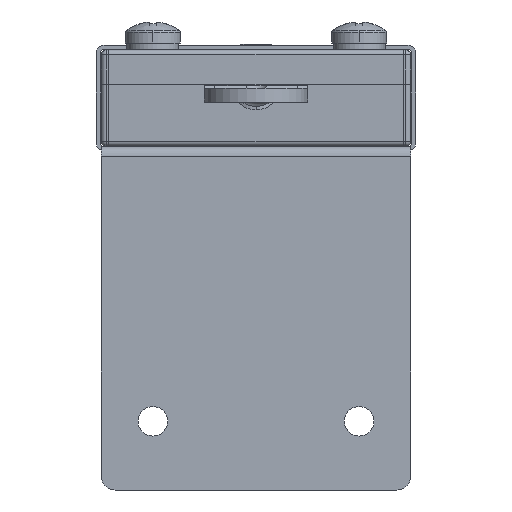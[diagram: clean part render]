
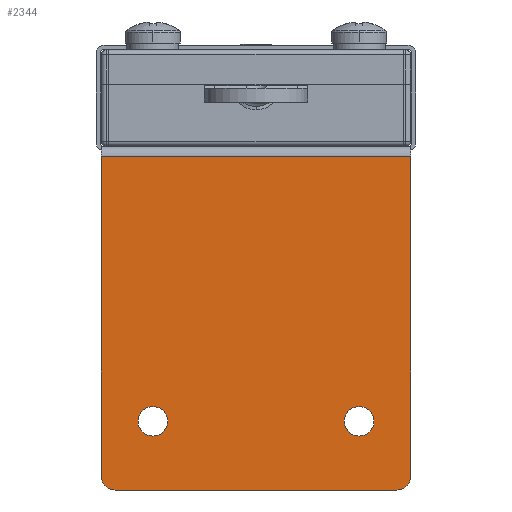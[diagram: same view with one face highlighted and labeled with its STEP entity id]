
A CAD part, left-side view. The second image highlights one B-rep face of the part: STEP entity #2344.
In plain terms, the highlighted planar face has unit normal (-1, 0, 0).
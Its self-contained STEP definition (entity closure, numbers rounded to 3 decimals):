
#490 = ORIENTED_EDGE ( 'NONE', *, *, #8910, .F. ) ;
#560 = DIRECTION ( 'NONE',  ( 0., 1., 0. ) ) ;
#658 = VERTEX_POINT ( 'NONE', #1100 ) ;
#736 = PLANE ( 'NONE',  #8082 ) ;
#855 = DIRECTION ( 'NONE',  ( 1., 0., 0. ) ) ;
#887 = DIRECTION ( 'NONE',  ( 0., -1., 0. ) ) ;
#1014 = CARTESIAN_POINT ( 'NONE',  ( 0., 0., 22.5 ) ) ;
#1039 = CARTESIAN_POINT ( 'NONE',  ( 0., -1.5, 22.5 ) ) ;
#1090 = CARTESIAN_POINT ( 'NONE',  ( 0., -1.5, -22.5 ) ) ;
#1100 = CARTESIAN_POINT ( 'NONE',  ( 0., -50., 20.5 ) ) ;
#1113 = DIRECTION ( 'NONE',  ( 0., 1., 0. ) ) ;
#1259 = CIRCLE ( 'NONE', #16488, 2.15 ) ;
#1334 = EDGE_CURVE ( 'NONE', #9217, #2837, #1259, .T. ) ;
#1502 = CARTESIAN_POINT ( 'NONE',  ( 0., -50., -20.5 ) ) ;
#1536 = CARTESIAN_POINT ( 'NONE',  ( 0., -42.15, 15. ) ) ;
#1549 = EDGE_CURVE ( 'NONE', #658, #5455, #14635, .T. ) ;
#2235 = AXIS2_PLACEMENT_3D ( 'NONE', #11980, #4299, #13238 ) ;
#2344 = ADVANCED_FACE ( 'NONE', ( #6813, #9413, #16202 ), #736, .F. ) ;
#2409 = CARTESIAN_POINT ( 'NONE',  ( 0., 0., 22.5 ) ) ;
#2530 = LINE ( 'NONE', #13695, #15710 ) ;
#2837 = VERTEX_POINT ( 'NONE', #7980 ) ;
#3037 = EDGE_LOOP ( 'NONE', ( #8650, #11694 ) ) ;
#3184 = LINE ( 'NONE', #5413, #5376 ) ;
#3303 = ORIENTED_EDGE ( 'NONE', *, *, #1334, .F. ) ;
#3353 = CIRCLE ( 'NONE', #11922, 2.15 ) ;
#3566 = CARTESIAN_POINT ( 'NONE',  ( 0., -48., -22.5 ) ) ;
#3662 = ORIENTED_EDGE ( 'NONE', *, *, #5722, .F. ) ;
#3939 = CARTESIAN_POINT ( 'NONE',  ( 0., -40., -15. ) ) ;
#4016 = CIRCLE ( 'NONE', #2235, 2.15 ) ;
#4299 = DIRECTION ( 'NONE',  ( -1., 0., 0. ) ) ;
#4535 = VECTOR ( 'NONE', #10008, 1000. ) ;
#4829 = DIRECTION ( 'NONE',  ( 0., 0., -1. ) ) ;
#4932 = LINE ( 'NONE', #2409, #4535 ) ;
#5223 = DIRECTION ( 'NONE',  ( 0., -1., 0. ) ) ;
#5294 = CARTESIAN_POINT ( 'NONE',  ( 0., -48., 22.5 ) ) ;
#5376 = VECTOR ( 'NONE', #15580, 1000. ) ;
#5413 = CARTESIAN_POINT ( 'NONE',  ( 0., -50., 22.5 ) ) ;
#5447 = VERTEX_POINT ( 'NONE', #1502 ) ;
#5455 = VERTEX_POINT ( 'NONE', #5294 ) ;
#5722 = EDGE_CURVE ( 'NONE', #11496, #5455, #4932, .T. ) ;
#6014 = EDGE_CURVE ( 'NONE', #15014, #9015, #4016, .T. ) ;
#6813 = FACE_BOUND ( 'NONE', #3037, .T. ) ;
#7307 = CARTESIAN_POINT ( 'NONE',  ( 0., -37.85, 15. ) ) ;
#7324 = ORIENTED_EDGE ( 'NONE', *, *, #14361, .T. ) ;
#7679 = CIRCLE ( 'NONE', #15313, 2. ) ;
#7836 = CIRCLE ( 'NONE', #16278, 2.15 ) ;
#7980 = CARTESIAN_POINT ( 'NONE',  ( 0., -42.15, -15. ) ) ;
#8082 = AXIS2_PLACEMENT_3D ( 'NONE', #1014, #855, #16031 ) ;
#8266 = VERTEX_POINT ( 'NONE', #1090 ) ;
#8526 = DIRECTION ( 'NONE',  ( -1., 0., 0. ) ) ;
#8604 = DIRECTION ( 'NONE',  ( 0., -1., 0. ) ) ;
#8650 = ORIENTED_EDGE ( 'NONE', *, *, #10430, .F. ) ;
#8750 = DIRECTION ( 'NONE',  ( -1., 0., 0. ) ) ;
#8910 = EDGE_CURVE ( 'NONE', #2837, #9217, #7836, .T. ) ;
#9015 = VERTEX_POINT ( 'NONE', #1536 ) ;
#9217 = VERTEX_POINT ( 'NONE', #10930 ) ;
#9413 = FACE_BOUND ( 'NONE', #12094, .T. ) ;
#9510 = ORIENTED_EDGE ( 'NONE', *, *, #15966, .T. ) ;
#10008 = DIRECTION ( 'NONE',  ( 0., -1., 0. ) ) ;
#10430 = EDGE_CURVE ( 'NONE', #9015, #15014, #3353, .T. ) ;
#10797 = DIRECTION ( 'NONE',  ( 0., -1., 0. ) ) ;
#10863 = DIRECTION ( 'NONE',  ( -1., 0., 0. ) ) ;
#10917 = CARTESIAN_POINT ( 'NONE',  ( 0., -40., -15. ) ) ;
#10930 = CARTESIAN_POINT ( 'NONE',  ( 0., -37.85, -15. ) ) ;
#11057 = EDGE_CURVE ( 'NONE', #11496, #8266, #14030, .T. ) ;
#11064 = AXIS2_PLACEMENT_3D ( 'NONE', #16077, #16016, #560 ) ;
#11177 = ORIENTED_EDGE ( 'NONE', *, *, #11057, .T. ) ;
#11496 = VERTEX_POINT ( 'NONE', #1039 ) ;
#11559 = EDGE_LOOP ( 'NONE', ( #15646, #15152, #3662, #11177, #7324, #9510 ) ) ;
#11694 = ORIENTED_EDGE ( 'NONE', *, *, #6014, .F. ) ;
#11922 = AXIS2_PLACEMENT_3D ( 'NONE', #16172, #8526, #887 ) ;
#11980 = CARTESIAN_POINT ( 'NONE',  ( 0., -40., 15. ) ) ;
#12094 = EDGE_LOOP ( 'NONE', ( #490, #3303 ) ) ;
#12894 = DIRECTION ( 'NONE',  ( -1., 0., 0. ) ) ;
#13238 = DIRECTION ( 'NONE',  ( 0., -1., 0. ) ) ;
#13695 = CARTESIAN_POINT ( 'NONE',  ( 0., 0., -22.5 ) ) ;
#13765 = CARTESIAN_POINT ( 'NONE',  ( 0., -1.5, 22.5 ) ) ;
#13954 = EDGE_CURVE ( 'NONE', #658, #5447, #3184, .T. ) ;
#14030 = LINE ( 'NONE', #13765, #14069 ) ;
#14069 = VECTOR ( 'NONE', #4829, 1000. ) ;
#14361 = EDGE_CURVE ( 'NONE', #8266, #15069, #2530, .T. ) ;
#14635 = CIRCLE ( 'NONE', #11064, 2. ) ;
#15014 = VERTEX_POINT ( 'NONE', #7307 ) ;
#15069 = VERTEX_POINT ( 'NONE', #3566 ) ;
#15152 = ORIENTED_EDGE ( 'NONE', *, *, #1549, .T. ) ;
#15313 = AXIS2_PLACEMENT_3D ( 'NONE', #16397, #8750, #1113 ) ;
#15580 = DIRECTION ( 'NONE',  ( 0., 0., -1. ) ) ;
#15646 = ORIENTED_EDGE ( 'NONE', *, *, #13954, .F. ) ;
#15710 = VECTOR ( 'NONE', #8604, 1000. ) ;
#15966 = EDGE_CURVE ( 'NONE', #15069, #5447, #7679, .T. ) ;
#16016 = DIRECTION ( 'NONE',  ( -1., 0., 0. ) ) ;
#16031 = DIRECTION ( 'NONE',  ( 0., 1., 0. ) ) ;
#16077 = CARTESIAN_POINT ( 'NONE',  ( 0., -48., 20.5 ) ) ;
#16172 = CARTESIAN_POINT ( 'NONE',  ( 0., -40., 15. ) ) ;
#16202 = FACE_OUTER_BOUND ( 'NONE', #11559, .T. ) ;
#16278 = AXIS2_PLACEMENT_3D ( 'NONE', #3939, #12894, #5223 ) ;
#16397 = CARTESIAN_POINT ( 'NONE',  ( 0., -48., -20.5 ) ) ;
#16488 = AXIS2_PLACEMENT_3D ( 'NONE', #10917, #10863, #10797 ) ;
